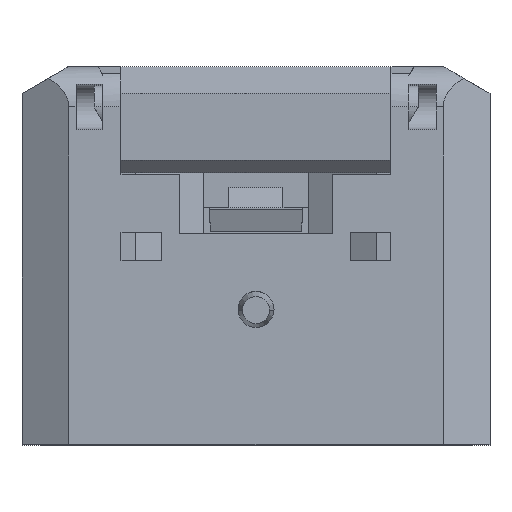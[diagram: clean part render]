
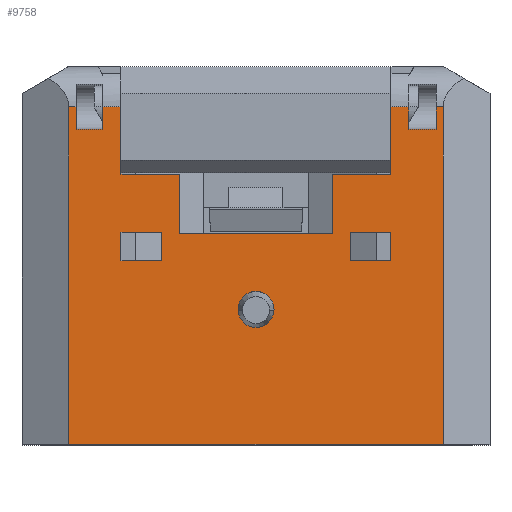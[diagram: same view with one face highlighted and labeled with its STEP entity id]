
A CAD part, top view. The second image highlights one B-rep face of the part: STEP entity #9758.
In plain terms, the highlighted face is planar.
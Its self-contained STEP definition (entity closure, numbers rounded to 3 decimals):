
#2162=DIRECTION('',(1.,0.,0.));
#2163=VECTOR('',#2162,0.4);
#2164=CARTESIAN_POINT('',(-10.4,18.75,-34.));
#2165=LINE('',#2164,#2163);
#2169=DIRECTION('',(1.,0.,0.));
#2170=VECTOR('',#2169,1.);
#2171=CARTESIAN_POINT('',(-8.5,18.75,-34.));
#2172=LINE('',#2171,#2170);
#2187=CARTESIAN_POINT('',(0.,7.5,-34.));
#2188=DIRECTION('',(0.,0.,-1.));
#2189=DIRECTION('',(0.,-1.,0.));
#2190=AXIS2_PLACEMENT_3D('',#2187,#2188,#2189);
#2195=CARTESIAN_POINT('',(0.,7.5,-34.));
#2196=DIRECTION('',(0.,0.,-1.));
#2197=DIRECTION('',(0.,1.,0.));
#2198=AXIS2_PLACEMENT_3D('',#2195,#2196,#2197);
#2203=DIRECTION('',(-1.,0.,0.));
#2204=VECTOR('',#2203,2.25);
#2205=CARTESIAN_POINT('',(7.5,10.2,-34.));
#2206=LINE('',#2205,#2204);
#2210=DIRECTION('',(0.,1.,0.));
#2211=VECTOR('',#2210,1.6);
#2212=CARTESIAN_POINT('',(5.25,10.2,-34.));
#2213=LINE('',#2212,#2211);
#2217=DIRECTION('',(1.,0.,0.));
#2218=VECTOR('',#2217,2.25);
#2219=CARTESIAN_POINT('',(5.25,11.8,-34.));
#2220=LINE('',#2219,#2218);
#2224=DIRECTION('',(0.,-1.,0.));
#2225=VECTOR('',#2224,1.6);
#2226=CARTESIAN_POINT('',(7.5,11.8,-34.));
#2227=LINE('',#2226,#2225);
#2231=DIRECTION('',(0.,1.,0.));
#2232=VECTOR('',#2231,1.6);
#2233=CARTESIAN_POINT('',(-7.5,10.2,-34.));
#2234=LINE('',#2233,#2232);
#2238=DIRECTION('',(1.,0.,0.));
#2239=VECTOR('',#2238,2.25);
#2240=CARTESIAN_POINT('',(-7.5,11.8,-34.));
#2241=LINE('',#2240,#2239);
#2245=DIRECTION('',(0.,-1.,0.));
#2246=VECTOR('',#2245,1.6);
#2247=CARTESIAN_POINT('',(-5.25,11.8,-34.));
#2248=LINE('',#2247,#2246);
#2252=DIRECTION('',(-1.,0.,0.));
#2253=VECTOR('',#2252,2.25);
#2254=CARTESIAN_POINT('',(-5.25,10.2,-34.));
#2255=LINE('',#2254,#2253);
#2259=DIRECTION('',(0.,1.,0.));
#2260=VECTOR('',#2259,18.75);
#2261=CARTESIAN_POINT('',(10.4,0.,-34.));
#2262=LINE('',#2261,#2260);
#2266=DIRECTION('',(0.,-1.,0.));
#2267=VECTOR('',#2266,1.25);
#2268=CARTESIAN_POINT('',(10.,18.75,-34.));
#2269=LINE('',#2268,#2267);
#2273=DIRECTION('',(1.,0.,0.));
#2274=VECTOR('',#2273,1.5);
#2275=CARTESIAN_POINT('',(8.5,17.5,-34.));
#2276=LINE('',#2275,#2274);
#2280=DIRECTION('',(0.,-1.,0.));
#2281=VECTOR('',#2280,1.25);
#2282=CARTESIAN_POINT('',(8.5,18.75,-34.));
#2283=LINE('',#2282,#2281);
#2287=DIRECTION('',(0.,-1.,0.));
#2288=VECTOR('',#2287,3.75);
#2289=CARTESIAN_POINT('',(7.5,18.75,-34.));
#2290=LINE('',#2289,#2288);
#2294=DIRECTION('',(1.,0.,0.));
#2295=VECTOR('',#2294,3.25);
#2296=CARTESIAN_POINT('',(4.25,15.,-34.));
#2297=LINE('',#2296,#2295);
#2301=DIRECTION('',(0.,1.,0.));
#2302=VECTOR('',#2301,3.3);
#2303=CARTESIAN_POINT('',(4.25,11.7,-34.));
#2304=LINE('',#2303,#2302);
#2308=DIRECTION('',(1.,0.,0.));
#2309=VECTOR('',#2308,8.5);
#2310=CARTESIAN_POINT('',(-4.25,11.7,-34.));
#2311=LINE('',#2310,#2309);
#2315=DIRECTION('',(0.,-1.,0.));
#2316=VECTOR('',#2315,3.3);
#2317=CARTESIAN_POINT('',(-4.25,15.,-34.));
#2318=LINE('',#2317,#2316);
#2322=DIRECTION('',(1.,0.,0.));
#2323=VECTOR('',#2322,3.25);
#2324=CARTESIAN_POINT('',(-7.5,15.,-34.));
#2325=LINE('',#2324,#2323);
#2329=DIRECTION('',(0.,-1.,0.));
#2330=VECTOR('',#2329,1.25);
#2331=CARTESIAN_POINT('',(-8.5,18.75,-34.));
#2332=LINE('',#2331,#2330);
#2336=DIRECTION('',(1.,0.,0.));
#2337=VECTOR('',#2336,1.5);
#2338=CARTESIAN_POINT('',(-10.,17.5,-34.));
#2339=LINE('',#2338,#2337);
#2343=DIRECTION('',(0.,-1.,0.));
#2344=VECTOR('',#2343,1.25);
#2345=CARTESIAN_POINT('',(-10.,18.75,-34.));
#2346=LINE('',#2345,#2344);
#2350=DIRECTION('',(0.,1.,0.));
#2351=VECTOR('',#2350,18.75);
#2352=CARTESIAN_POINT('',(-10.4,0.,-34.));
#2353=LINE('',#2352,#2351);
#2357=DIRECTION('',(1.,0.,0.));
#2358=VECTOR('',#2357,20.8);
#2359=CARTESIAN_POINT('',(-10.4,0.,-34.));
#2360=LINE('',#2359,#2358);
#2509=DIRECTION('',(0.,-1.,0.));
#2510=VECTOR('',#2509,3.75);
#2511=CARTESIAN_POINT('',(-7.5,18.75,-34.));
#2512=LINE('',#2511,#2510);
#2839=DIRECTION('',(1.,0.,0.));
#2840=VECTOR('',#2839,1.);
#2841=CARTESIAN_POINT('',(7.5,18.75,-34.));
#2842=LINE('',#2841,#2840);
#2846=DIRECTION('',(1.,0.,0.));
#2847=VECTOR('',#2846,0.4);
#2848=CARTESIAN_POINT('',(10.,18.75,-34.));
#2849=LINE('',#2848,#2847);
#7234=CARTESIAN_POINT('',(-7.5,15.,-34.));
#7235=CARTESIAN_POINT('',(-4.25,15.,-34.));
#7236=VERTEX_POINT('',#7234);
#7237=VERTEX_POINT('',#7235);
#7238=CARTESIAN_POINT('',(-4.25,11.7,-34.));
#7239=VERTEX_POINT('',#7238);
#7240=CARTESIAN_POINT('',(4.25,11.7,-34.));
#7241=VERTEX_POINT('',#7240);
#7242=CARTESIAN_POINT('',(4.25,15.,-34.));
#7243=VERTEX_POINT('',#7242);
#7244=CARTESIAN_POINT('',(7.5,15.,-34.));
#7245=VERTEX_POINT('',#7244);
#7326=CARTESIAN_POINT('',(0.,6.5,-34.));
#7327=CARTESIAN_POINT('',(0.,8.5,-34.));
#7328=VERTEX_POINT('',#7326);
#7329=VERTEX_POINT('',#7327);
#7430=CARTESIAN_POINT('',(7.5,10.2,-34.));
#7431=CARTESIAN_POINT('',(5.25,10.2,-34.));
#7432=VERTEX_POINT('',#7430);
#7433=VERTEX_POINT('',#7431);
#7434=CARTESIAN_POINT('',(5.25,11.8,-34.));
#7435=VERTEX_POINT('',#7434);
#7436=CARTESIAN_POINT('',(7.5,11.8,-34.));
#7437=VERTEX_POINT('',#7436);
#7438=CARTESIAN_POINT('',(-7.5,10.2,-34.));
#7439=CARTESIAN_POINT('',(-7.5,11.8,-34.));
#7440=VERTEX_POINT('',#7438);
#7441=VERTEX_POINT('',#7439);
#7442=CARTESIAN_POINT('',(-5.25,11.8,-34.));
#7443=VERTEX_POINT('',#7442);
#7444=CARTESIAN_POINT('',(-5.25,10.2,-34.));
#7445=VERTEX_POINT('',#7444);
#7518=CARTESIAN_POINT('',(-7.5,18.75,-34.));
#7519=VERTEX_POINT('',#7518);
#7528=CARTESIAN_POINT('',(7.5,18.75,-34.));
#7529=VERTEX_POINT('',#7528);
#7622=CARTESIAN_POINT('',(-10.,18.75,-34.));
#7623=CARTESIAN_POINT('',(-10.,17.5,-34.));
#7624=VERTEX_POINT('',#7622);
#7625=VERTEX_POINT('',#7623);
#7626=CARTESIAN_POINT('',(-8.5,17.5,-34.));
#7627=VERTEX_POINT('',#7626);
#7628=CARTESIAN_POINT('',(-8.5,18.75,-34.));
#7629=VERTEX_POINT('',#7628);
#7630=CARTESIAN_POINT('',(8.5,18.75,-34.));
#7631=CARTESIAN_POINT('',(8.5,17.5,-34.));
#7632=VERTEX_POINT('',#7630);
#7633=VERTEX_POINT('',#7631);
#7634=CARTESIAN_POINT('',(10.,17.5,-34.));
#7635=VERTEX_POINT('',#7634);
#7636=CARTESIAN_POINT('',(10.,18.75,-34.));
#7637=VERTEX_POINT('',#7636);
#7886=CARTESIAN_POINT('',(-10.4,0.,-34.));
#7888=VERTEX_POINT('',#7886);
#7890=CARTESIAN_POINT('',(-10.4,18.75,-34.));
#7891=VERTEX_POINT('',#7890);
#8345=CARTESIAN_POINT('',(10.4,0.,-34.));
#8347=VERTEX_POINT('',#8345);
#8349=CARTESIAN_POINT('',(10.4,18.75,-34.));
#8350=VERTEX_POINT('',#8349);
#9689=CARTESIAN_POINT('',(-13.,0.,-34.));
#9690=DIRECTION('',(0.,0.,-1.));
#9691=DIRECTION('',(0.,1.,0.));
#9692=AXIS2_PLACEMENT_3D('',#9689,#9690,#9691);
#9693=PLANE('',#9692);
#9695=ORIENTED_EDGE('',*,*,#9694,.T.);
#9697=ORIENTED_EDGE('',*,*,#9696,.F.);
#9699=ORIENTED_EDGE('',*,*,#9698,.T.);
#9701=ORIENTED_EDGE('',*,*,#9700,.F.);
#9703=ORIENTED_EDGE('',*,*,#9702,.F.);
#9705=ORIENTED_EDGE('',*,*,#9704,.F.);
#9707=ORIENTED_EDGE('',*,*,#9706,.T.);
#9709=ORIENTED_EDGE('',*,*,#9708,.F.);
#9711=ORIENTED_EDGE('',*,*,#9710,.F.);
#9713=ORIENTED_EDGE('',*,*,#9712,.F.);
#9715=ORIENTED_EDGE('',*,*,#9714,.F.);
#9717=ORIENTED_EDGE('',*,*,#9716,.F.);
#9719=ORIENTED_EDGE('',*,*,#9718,.F.);
#9720=ORIENTED_EDGE('',*,*,#9672,.F.);
#9722=ORIENTED_EDGE('',*,*,#9721,.T.);
#9724=ORIENTED_EDGE('',*,*,#9723,.F.);
#9726=ORIENTED_EDGE('',*,*,#9725,.F.);
#9727=ORIENTED_EDGE('',*,*,#9664,.F.);
#9728=ORIENTED_EDGE('',*,*,#8516,.F.);
#9729=ORIENTED_EDGE('',*,*,#8530,.T.);
#9730=EDGE_LOOP('',(#9695,#9697,#9699,#9701,#9703,#9705,#9707,#9709,#9711,#9713,
#9715,#9717,#9719,#9720,#9722,#9724,#9726,#9727,#9728,#9729));
#9731=FACE_OUTER_BOUND('',#9730,.F.);
#9733=ORIENTED_EDGE('',*,*,#9732,.T.);
#9735=ORIENTED_EDGE('',*,*,#9734,.T.);
#9736=EDGE_LOOP('',(#9733,#9735));
#9737=FACE_BOUND('',#9736,.F.);
#9739=ORIENTED_EDGE('',*,*,#9738,.T.);
#9741=ORIENTED_EDGE('',*,*,#9740,.T.);
#9743=ORIENTED_EDGE('',*,*,#9742,.T.);
#9745=ORIENTED_EDGE('',*,*,#9744,.T.);
#9746=EDGE_LOOP('',(#9739,#9741,#9743,#9745));
#9747=FACE_BOUND('',#9746,.F.);
#9749=ORIENTED_EDGE('',*,*,#9748,.T.);
#9751=ORIENTED_EDGE('',*,*,#9750,.T.);
#9753=ORIENTED_EDGE('',*,*,#9752,.T.);
#9755=ORIENTED_EDGE('',*,*,#9754,.T.);
#9756=EDGE_LOOP('',(#9749,#9751,#9753,#9755));
#9757=FACE_BOUND('',#9756,.F.);
#9758=ADVANCED_FACE('',(#9731,#9737,#9747,#9757),#9693,.T.);
#2191=CIRCLE('',#2190,1.);
#2199=CIRCLE('',#2198,1.);
#8516=EDGE_CURVE('',#7888,#7891,#2353,.T.);
#8530=EDGE_CURVE('',#7888,#8347,#2360,.T.);
#9664=EDGE_CURVE('',#7891,#7624,#2165,.T.);
#9672=EDGE_CURVE('',#7629,#7519,#2172,.T.);
#9694=EDGE_CURVE('',#8347,#8350,#2262,.T.);
#9696=EDGE_CURVE('',#7637,#8350,#2849,.T.);
#9698=EDGE_CURVE('',#7637,#7635,#2269,.T.);
#9700=EDGE_CURVE('',#7633,#7635,#2276,.T.);
#9702=EDGE_CURVE('',#7632,#7633,#2283,.T.);
#9704=EDGE_CURVE('',#7529,#7632,#2842,.T.);
#9706=EDGE_CURVE('',#7529,#7245,#2290,.T.);
#9708=EDGE_CURVE('',#7243,#7245,#2297,.T.);
#9710=EDGE_CURVE('',#7241,#7243,#2304,.T.);
#9712=EDGE_CURVE('',#7239,#7241,#2311,.T.);
#9714=EDGE_CURVE('',#7237,#7239,#2318,.T.);
#9716=EDGE_CURVE('',#7236,#7237,#2325,.T.);
#9718=EDGE_CURVE('',#7519,#7236,#2512,.T.);
#9721=EDGE_CURVE('',#7629,#7627,#2332,.T.);
#9723=EDGE_CURVE('',#7625,#7627,#2339,.T.);
#9725=EDGE_CURVE('',#7624,#7625,#2346,.T.);
#9732=EDGE_CURVE('',#7328,#7329,#2191,.T.);
#9734=EDGE_CURVE('',#7329,#7328,#2199,.T.);
#9738=EDGE_CURVE('',#7432,#7433,#2206,.T.);
#9740=EDGE_CURVE('',#7433,#7435,#2213,.T.);
#9742=EDGE_CURVE('',#7435,#7437,#2220,.T.);
#9744=EDGE_CURVE('',#7437,#7432,#2227,.T.);
#9748=EDGE_CURVE('',#7440,#7441,#2234,.T.);
#9750=EDGE_CURVE('',#7441,#7443,#2241,.T.);
#9752=EDGE_CURVE('',#7443,#7445,#2248,.T.);
#9754=EDGE_CURVE('',#7445,#7440,#2255,.T.);
